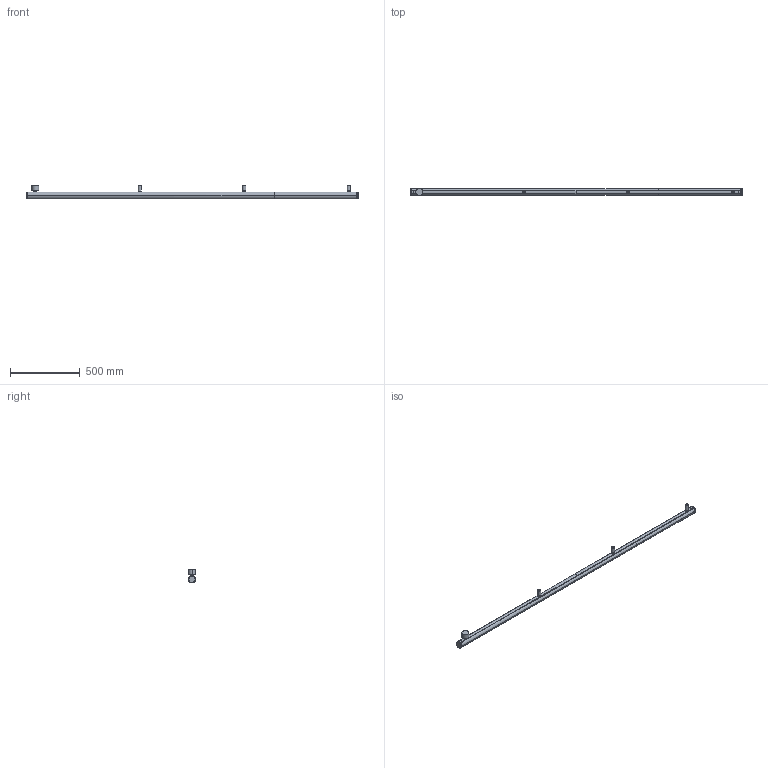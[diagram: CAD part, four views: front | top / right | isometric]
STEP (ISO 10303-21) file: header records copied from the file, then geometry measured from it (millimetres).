
FILE_DESCRIPTION(/* description */ (''),/* implementation_level */ '2;1');
FILE_NAME(/* name */ 'Alphabet_of_Light_linear_semirec_240',/* time_stamp */ '2020-07-20T17:42:13+02:00',/* author */ (''),/* organization */ (''),/* preprocessor_version */ 'ST-DEVELOPER v15',/* originating_system */ '',/* authorisation */ '');
FILE_SCHEMA (('AUTOMOTIVE_DESIGN'));
Length unit declared in the file: millimetre
Products named in the file (2): Document; Blocco 01
Assembly tree (1 placements, depth 2):
  Document
    Blocco 01
Bounding box: 2384 x 50 x 100.03 mm (x, y, z)
Surface area: 443013.4 mm2 (no closed solid volume)
Topology: 0 solids, 9 shells, 124 faces, 418 edges, 299 vertices
Faces by surface type: bspline 76, plane 48
Entity records: 6495 total; most frequent: CARTESIAN_POINT 4284, ORIENTED_EDGE 672, EDGE_CURVE 421, VERTEX_POINT 293, B_SPLINE_CURVE_WITH_KNOTS 202, EDGE_LOOP 133, ADVANCED_FACE 124, FACE_OUTER_BOUND 124
